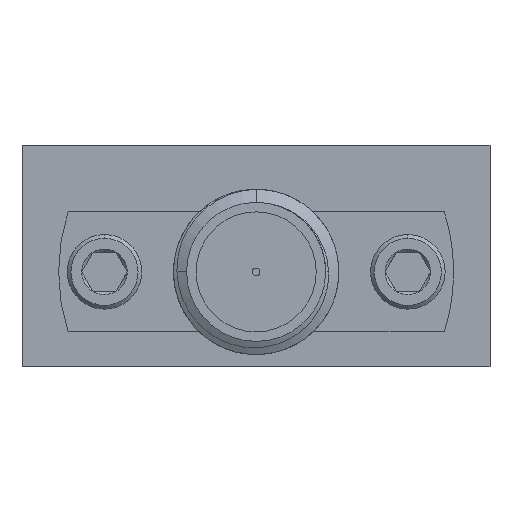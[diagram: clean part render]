
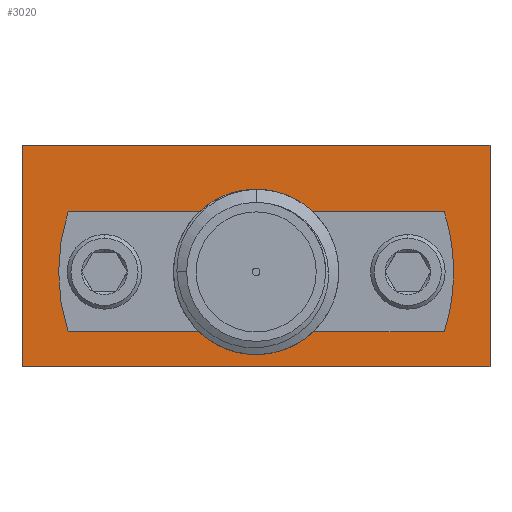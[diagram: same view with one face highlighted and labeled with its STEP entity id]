
A CAD part, left-side view. The second image highlights one B-rep face of the part: STEP entity #3020.
In plain terms, the highlighted planar face has unit normal (-1, 0, 0).
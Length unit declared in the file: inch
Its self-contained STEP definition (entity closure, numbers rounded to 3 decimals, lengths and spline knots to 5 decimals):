
#246 = VERTEX_POINT ( 'NONE', #1789 ) ;
#358 = DIRECTION ( 'NONE',  ( 0., 1., 0. ) ) ;
#654 = CARTESIAN_POINT ( 'NONE',  ( -0.215, -0.29771, 0.06987 ) ) ;
#909 = VERTEX_POINT ( 'NONE', #4112 ) ;
#931 = VERTEX_POINT ( 'NONE', #7163 ) ;
#1523 = VECTOR ( 'NONE', #5762, 39.37008 ) ;
#1660 = CARTESIAN_POINT ( 'NONE',  ( -0.215, -0.37, -0.175 ) ) ;
#1789 = CARTESIAN_POINT ( 'NONE',  ( -0.215, -0.37, 0.175 ) ) ;
#1869 = DIRECTION ( 'NONE',  ( 0., -1., 0. ) ) ;
#1870 = CARTESIAN_POINT ( 'NONE',  ( -0.215, 0.37, -0.175 ) ) ;
#1907 = EDGE_CURVE ( 'NONE', #6131, #13113, #8242, .T. ) ;
#2072 = AXIS2_PLACEMENT_3D ( 'NONE', #11333, #13619, #1869 ) ;
#2470 = VERTEX_POINT ( 'NONE', #7203 ) ;
#2536 = VECTOR ( 'NONE', #10738, 39.37008 ) ;
#2624 = CIRCLE ( 'NONE', #13213, 0.3125 ) ;
#2690 = VECTOR ( 'NONE', #12553, 39.37008 ) ;
#2846 = LINE ( 'NONE', #4622, #1523 ) ;
#3020 = ADVANCED_FACE ( 'NONE', ( #11576, #11081 ), #3478, .F. ) ;
#3236 = DIRECTION ( 'NONE',  ( -1., 0., 0. ) ) ;
#3282 = DIRECTION ( 'NONE',  ( 0., 1., 0. ) ) ;
#3478 = PLANE ( 'NONE',  #10627 ) ;
#3974 = ORIENTED_EDGE ( 'NONE', *, *, #5450, .F. ) ;
#4069 = DIRECTION ( 'NONE',  ( 0., -1., 0. ) ) ;
#4112 = CARTESIAN_POINT ( 'NONE',  ( -0.215, 0.29771, -0.12013 ) ) ;
#4251 = EDGE_CURVE ( 'NONE', #6728, #909, #2624, .T. ) ;
#4392 = ORIENTED_EDGE ( 'NONE', *, *, #5389, .F. ) ;
#4394 = CARTESIAN_POINT ( 'NONE',  ( -0.215, 0., -0.02513 ) ) ;
#4622 = CARTESIAN_POINT ( 'NONE',  ( -0.215, 0.37, 0.175 ) ) ;
#4771 = EDGE_CURVE ( 'NONE', #2470, #6131, #11033, .T. ) ;
#5389 = EDGE_CURVE ( 'NONE', #13113, #6728, #13375, .T. ) ;
#5450 = EDGE_CURVE ( 'NONE', #909, #2470, #12700, .T. ) ;
#5464 = VERTEX_POINT ( 'NONE', #1660 ) ;
#5528 = ORIENTED_EDGE ( 'NONE', *, *, #1907, .F. ) ;
#5762 = DIRECTION ( 'NONE',  ( 0., -1., 0. ) ) ;
#6131 = VERTEX_POINT ( 'NONE', #13117 ) ;
#6323 = LINE ( 'NONE', #9389, #9643 ) ;
#6410 = CARTESIAN_POINT ( 'NONE',  ( -0.215, 0.29771, 0.06987 ) ) ;
#6687 = EDGE_LOOP ( 'NONE', ( #8676, #3974, #8121, #4392, #5528 ) ) ;
#6728 = VERTEX_POINT ( 'NONE', #6410 ) ;
#6912 = CARTESIAN_POINT ( 'NONE',  ( -0.215, 0.37, 0.175 ) ) ;
#7106 = EDGE_LOOP ( 'NONE', ( #7265, #10612, #9694, #8856 ) ) ;
#7129 = EDGE_CURVE ( 'NONE', #931, #5464, #12829, .T. ) ;
#7163 = CARTESIAN_POINT ( 'NONE',  ( -0.215, 0.37, -0.175 ) ) ;
#7203 = CARTESIAN_POINT ( 'NONE',  ( -0.215, -0.29771, -0.12013 ) ) ;
#7265 = ORIENTED_EDGE ( 'NONE', *, *, #7129, .T. ) ;
#7385 = VERTEX_POINT ( 'NONE', #6912 ) ;
#7975 = LINE ( 'NONE', #9548, #2536 ) ;
#8121 = ORIENTED_EDGE ( 'NONE', *, *, #4251, .F. ) ;
#8242 = CIRCLE ( 'NONE', #12918, 0.3125 ) ;
#8296 = DIRECTION ( 'NONE',  ( 0., 0., -1. ) ) ;
#8676 = ORIENTED_EDGE ( 'NONE', *, *, #4771, .F. ) ;
#8856 = ORIENTED_EDGE ( 'NONE', *, *, #11355, .T. ) ;
#9389 = CARTESIAN_POINT ( 'NONE',  ( -0.215, -0.37, 0.175 ) ) ;
#9548 = CARTESIAN_POINT ( 'NONE',  ( -0.215, 0.37, 0.175 ) ) ;
#9643 = VECTOR ( 'NONE', #8296, 39.37008 ) ;
#9694 = ORIENTED_EDGE ( 'NONE', *, *, #12267, .F. ) ;
#10145 = CARTESIAN_POINT ( 'NONE',  ( -0.215, 0.29771, -0.12013 ) ) ;
#10321 = DIRECTION ( 'NONE',  ( -1., 0., 0. ) ) ;
#10612 = ORIENTED_EDGE ( 'NONE', *, *, #12429, .F. ) ;
#10627 = AXIS2_PLACEMENT_3D ( 'NONE', #10886, #11032, #12109 ) ;
#10738 = DIRECTION ( 'NONE',  ( 0., 0., -1. ) ) ;
#10851 = VECTOR ( 'NONE', #358, 39.37008 ) ;
#10886 = CARTESIAN_POINT ( 'NONE',  ( -0.215, 0.37, 0.175 ) ) ;
#11018 = VECTOR ( 'NONE', #11217, 39.37008 ) ;
#11032 = DIRECTION ( 'NONE',  ( 1., 0., 0. ) ) ;
#11033 = CIRCLE ( 'NONE', #2072, 0.3125 ) ;
#11081 = FACE_BOUND ( 'NONE', #6687, .T. ) ;
#11217 = DIRECTION ( 'NONE',  ( 0., -1., 0. ) ) ;
#11333 = CARTESIAN_POINT ( 'NONE',  ( -0.215, 0., -0.02513 ) ) ;
#11355 = EDGE_CURVE ( 'NONE', #7385, #931, #7975, .T. ) ;
#11576 = FACE_OUTER_BOUND ( 'NONE', #7106, .T. ) ;
#12109 = DIRECTION ( 'NONE',  ( 0., 1., 0. ) ) ;
#12267 = EDGE_CURVE ( 'NONE', #7385, #246, #2846, .T. ) ;
#12393 = CARTESIAN_POINT ( 'NONE',  ( -0.215, 0., -0.02513 ) ) ;
#12429 = EDGE_CURVE ( 'NONE', #246, #5464, #6323, .T. ) ;
#12553 = DIRECTION ( 'NONE',  ( 0., -1., 0. ) ) ;
#12700 = LINE ( 'NONE', #10145, #11018 ) ;
#12829 = LINE ( 'NONE', #1870, #2690 ) ;
#12918 = AXIS2_PLACEMENT_3D ( 'NONE', #12393, #10321, #4069 ) ;
#13095 = CARTESIAN_POINT ( 'NONE',  ( -0.215, 0.29771, 0.06987 ) ) ;
#13113 = VERTEX_POINT ( 'NONE', #654 ) ;
#13117 = CARTESIAN_POINT ( 'NONE',  ( -0.215, -0.3125, -0.02513 ) ) ;
#13213 = AXIS2_PLACEMENT_3D ( 'NONE', #4394, #3236, #3282 ) ;
#13375 = LINE ( 'NONE', #13095, #10851 ) ;
#13619 = DIRECTION ( 'NONE',  ( -1., 0., 0. ) ) ;
